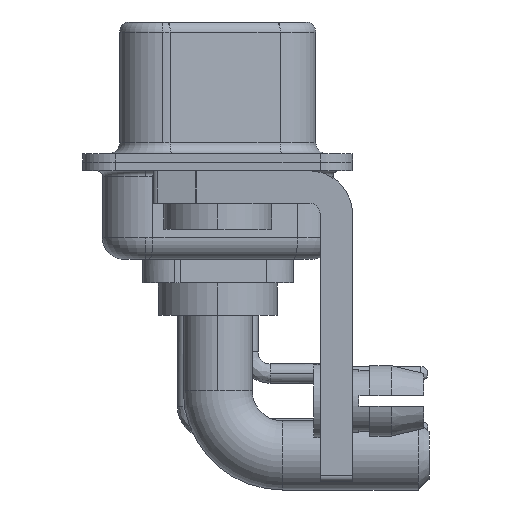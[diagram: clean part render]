
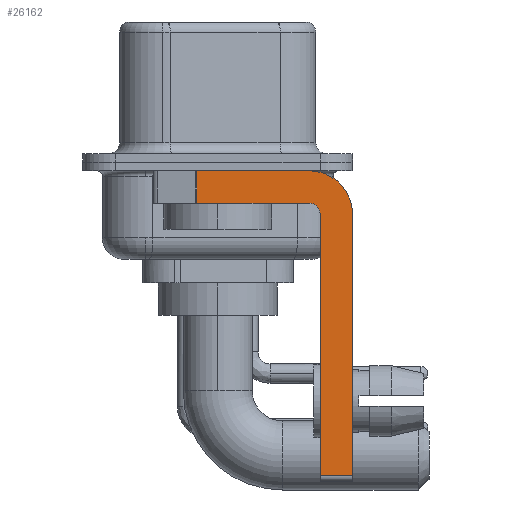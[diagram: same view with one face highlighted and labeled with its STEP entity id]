
A CAD part, left-side view. The second image highlights one B-rep face of the part: STEP entity #26162.
In plain terms, the highlighted planar face has unit normal (-1, 0, 0).
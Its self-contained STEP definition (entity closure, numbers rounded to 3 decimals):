
#672 = DIRECTION ( 'NONE',  ( 0., 0., 1. ) ) ;
#689 = VERTEX_POINT ( 'NONE', #11799 ) ;
#903 = DIRECTION ( 'NONE',  ( 1., 0., 0. ) ) ;
#1426 = CARTESIAN_POINT ( 'NONE',  ( -2.9, -4.25, -1.9 ) ) ;
#1592 = ORIENTED_EDGE ( 'NONE', *, *, #19199, .F. ) ;
#1991 = EDGE_CURVE ( 'NONE', #26266, #19366, #19669, .T. ) ;
#3861 = VERTEX_POINT ( 'NONE', #8431 ) ;
#3877 = DIRECTION ( 'NONE',  ( -1., 0., 0. ) ) ;
#4181 = EDGE_CURVE ( 'NONE', #3861, #19366, #5882, .T. ) ;
#4911 = EDGE_CURVE ( 'NONE', #26266, #21656, #21289, .T. ) ;
#5703 = CARTESIAN_POINT ( 'NONE',  ( -2.9, -6.25, -2.4 ) ) ;
#5882 = LINE ( 'NONE', #1426, #11479 ) ;
#6237 = PLANE ( 'NONE',  #8041 ) ;
#6736 = EDGE_CURVE ( 'NONE', #689, #11302, #16968, .T. ) ;
#7174 = EDGE_CURVE ( 'NONE', #21656, #26769, #21574, .T. ) ;
#8041 = AXIS2_PLACEMENT_3D ( 'NONE', #22134, #19916, #18396 ) ;
#8286 = VECTOR ( 'NONE', #17274, 1000. ) ;
#8431 = CARTESIAN_POINT ( 'NONE',  ( -2.9, -4.25, -1.9 ) ) ;
#10189 = DIRECTION ( 'NONE',  ( 0., 1., 0. ) ) ;
#10434 = DIRECTION ( 'NONE',  ( 0., -1., 0. ) ) ;
#10976 = ORIENTED_EDGE ( 'NONE', *, *, #4181, .F. ) ;
#11146 = AXIS2_PLACEMENT_3D ( 'NONE', #19320, #903, #12164 ) ;
#11302 = VERTEX_POINT ( 'NONE', #18281 ) ;
#11479 = VECTOR ( 'NONE', #10189, 1000. ) ;
#11586 = VECTOR ( 'NONE', #10434, 1000. ) ;
#11799 = CARTESIAN_POINT ( 'NONE',  ( -2.9, -4.75, -14.55 ) ) ;
#12164 = DIRECTION ( 'NONE',  ( 0., 0., -1. ) ) ;
#13523 = ORIENTED_EDGE ( 'NONE', *, *, #15671, .F. ) ;
#13794 = CARTESIAN_POINT ( 'NONE',  ( -2.9, 0.978, -0.4 ) ) ;
#14898 = CARTESIAN_POINT ( 'NONE',  ( -2.9, 0.978, -1.9 ) ) ;
#15161 = CARTESIAN_POINT ( 'NONE',  ( -2.9, -4.25, -2.4 ) ) ;
#15622 = EDGE_LOOP ( 'NONE', ( #15795, #20010, #10976, #13523, #1592, #28626, #24948, #16030 ) ) ;
#15671 = EDGE_CURVE ( 'NONE', #15750, #3861, #24168, .T. ) ;
#15750 = VERTEX_POINT ( 'NONE', #28986 ) ;
#15795 = ORIENTED_EDGE ( 'NONE', *, *, #4911, .F. ) ;
#16030 = ORIENTED_EDGE ( 'NONE', *, *, #7174, .F. ) ;
#16968 = LINE ( 'NONE', #21557, #11586 ) ;
#17252 = CARTESIAN_POINT ( 'NONE',  ( -2.9, 3., -0.4 ) ) ;
#17274 = DIRECTION ( 'NONE',  ( 0., 0., -1. ) ) ;
#17817 = DIRECTION ( 'NONE',  ( 0., 0., 1. ) ) ;
#18281 = CARTESIAN_POINT ( 'NONE',  ( -2.9, -6.25, -14.55 ) ) ;
#18396 = DIRECTION ( 'NONE',  ( 0., 0., -1. ) ) ;
#19059 = DIRECTION ( 'NONE',  ( 0., -1., 0. ) ) ;
#19199 = EDGE_CURVE ( 'NONE', #689, #15750, #25614, .T. ) ;
#19205 = EDGE_CURVE ( 'NONE', #26769, #11302, #21444, .T. ) ;
#19320 = CARTESIAN_POINT ( 'NONE',  ( -2.9, -4.25, -2.4 ) ) ;
#19366 = VERTEX_POINT ( 'NONE', #14898 ) ;
#19669 = LINE ( 'NONE', #28287, #8286 ) ;
#19909 = CARTESIAN_POINT ( 'NONE',  ( -2.9, -4.25, -0.4 ) ) ;
#19916 = DIRECTION ( 'NONE',  ( 1., 0., 0. ) ) ;
#20010 = ORIENTED_EDGE ( 'NONE', *, *, #1991, .T. ) ;
#20869 = CARTESIAN_POINT ( 'NONE',  ( -2.9, -6.25, -2.4 ) ) ;
#21289 = LINE ( 'NONE', #17252, #26484 ) ;
#21324 = AXIS2_PLACEMENT_3D ( 'NONE', #15161, #3877, #17817 ) ;
#21444 = LINE ( 'NONE', #20869, #25310 ) ;
#21557 = CARTESIAN_POINT ( 'NONE',  ( -2.9, -4.25, -14.55 ) ) ;
#21574 = CIRCLE ( 'NONE', #11146, 2. ) ;
#21656 = VERTEX_POINT ( 'NONE', #19909 ) ;
#22134 = CARTESIAN_POINT ( 'NONE',  ( -2.9, -4.25, -2.4 ) ) ;
#23677 = CARTESIAN_POINT ( 'NONE',  ( -2.9, -4.75, -14.8 ) ) ;
#24168 = CIRCLE ( 'NONE', #21324, 0.5 ) ;
#24948 = ORIENTED_EDGE ( 'NONE', *, *, #19205, .F. ) ;
#25310 = VECTOR ( 'NONE', #26055, 1000. ) ;
#25614 = LINE ( 'NONE', #23677, #27660 ) ;
#26055 = DIRECTION ( 'NONE',  ( 0., 0., -1. ) ) ;
#26162 = ADVANCED_FACE ( 'NONE', ( #26590 ), #6237, .F. ) ;
#26266 = VERTEX_POINT ( 'NONE', #13794 ) ;
#26484 = VECTOR ( 'NONE', #19059, 1000. ) ;
#26590 = FACE_OUTER_BOUND ( 'NONE', #15622, .T. ) ;
#26769 = VERTEX_POINT ( 'NONE', #5703 ) ;
#27660 = VECTOR ( 'NONE', #672, 1000. ) ;
#28287 = CARTESIAN_POINT ( 'NONE',  ( -2.9, 0.978, -1.9 ) ) ;
#28626 = ORIENTED_EDGE ( 'NONE', *, *, #6736, .T. ) ;
#28986 = CARTESIAN_POINT ( 'NONE',  ( -2.9, -4.75, -2.4 ) ) ;
